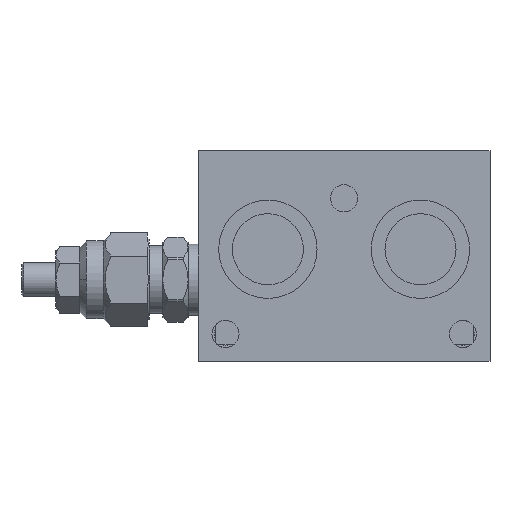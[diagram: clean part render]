
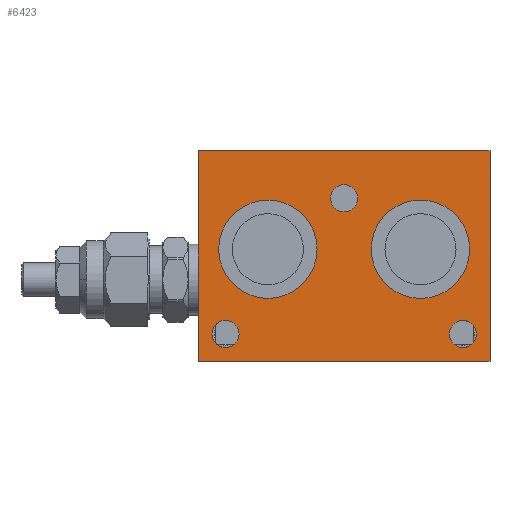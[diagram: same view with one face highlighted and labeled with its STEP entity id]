
A CAD part, front view. The second image highlights one B-rep face of the part: STEP entity #6423.
In plain terms, the highlighted planar face has unit normal (0, -1, 0).
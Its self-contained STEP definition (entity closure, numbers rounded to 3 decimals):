
#2317 = VERTEX_POINT( '', #6824 );
#2415 = EDGE_CURVE( '', #3099, #5381, #6934, .T. );
#2549 = EDGE_CURVE( '', #3009, #2993, #7084, .T. );
#2563 = VERTEX_POINT( '', #7103 );
#2883 = VERTEX_POINT( '', #7470 );
#2923 = EDGE_CURVE( '', #4567, #4893, #7515, .T. );
#2993 = VERTEX_POINT( '', #7635 );
#3009 = VERTEX_POINT( '', #7651 );
#3099 = VERTEX_POINT( '', #7747 );
#3321 = EDGE_CURVE( '', #4173, #5935, #7990, .T. );
#3839 = EDGE_CURVE( '', #2563, #2317, #8567, .T. );
#4085 = EDGE_CURVE( '', #5169, #2883, #8841, .T. );
#4173 = VERTEX_POINT( '', #8940 );
#4445 = EDGE_CURVE( '', #2317, #2563, #9256, .T. );
#4567 = VERTEX_POINT( '', #9388 );
#4651 = VERTEX_POINT( '', #9482 );
#4729 = EDGE_CURVE( '', #2883, #5169, #9572, .T. );
#4893 = VERTEX_POINT( '', #9749 );
#5001 = EDGE_CURVE( '', #6483, #4651, #9864, .T. );
#5153 = EDGE_CURVE( '', #5935, #4173, #10036, .T. );
#5169 = VERTEX_POINT( '', #10054 );
#5381 = VERTEX_POINT( '', #10300 );
#5477 = EDGE_CURVE( '', #4651, #6483, #10404, .T. );
#5935 = VERTEX_POINT( '', #10919 );
#6139 = EDGE_CURVE( '', #2993, #3009, #11142, .T. );
#6347 = EDGE_CURVE( '', #4567, #3099, #11370, .T. );
#6423 = ADVANCED_FACE( '', ( #11464, #11465, #11466, #11467, #11468, #11469 ), #11470, .F. );
#6483 = VERTEX_POINT( '', #11536 );
#6569 = EDGE_CURVE( '', #5381, #4893, #11629, .T. );
#6824 = CARTESIAN_POINT( '', ( 291., 0., 53. ) );
#6934 = LINE( '', #12088, #12089 );
#7084 = CIRCLE( '', #12305, 4. );
#7103 = CARTESIAN_POINT( '', ( 283., 0., 53. ) );
#7470 = CARTESIAN_POINT( '', ( 353., 0., 53. ) );
#7515 = LINE( '', #12883, #12884 );
#7635 = CARTESIAN_POINT( '', ( 326., 0., 93. ) );
#7651 = CARTESIAN_POINT( '', ( 318., 0., 93. ) );
#7747 = CARTESIAN_POINT( '', ( 365., 0., 107. ) );
#7990 = CIRCLE( '', #13538, 14.5 );
#8567 = CIRCLE( '', #14370, 4. );
#8841 = CIRCLE( '', #14759, 4. );
#8940 = CARTESIAN_POINT( '', ( 330., 0., 78. ) );
#9256 = CIRCLE( '', #15329, 4. );
#9388 = CARTESIAN_POINT( '', ( 279., 0., 107. ) );
#9482 = CARTESIAN_POINT( '', ( 285., 0., 78. ) );
#9572 = CIRCLE( '', #15773, 4. );
#9749 = CARTESIAN_POINT( '', ( 279., 0., 45. ) );
#9864 = CIRCLE( '', #16223, 14.5 );
#10036 = CIRCLE( '', #16464, 14.5 );
#10054 = CARTESIAN_POINT( '', ( 361., 0., 53. ) );
#10300 = CARTESIAN_POINT( '', ( 365., 0., 45. ) );
#10404 = CIRCLE( '', #17012, 14.5 );
#10919 = CARTESIAN_POINT( '', ( 359., 0., 78. ) );
#11142 = CIRCLE( '', #18163, 4. );
#11370 = LINE( '', #18515, #18516 );
#11464 = FACE_BOUND( '', #18637, .T. );
#11465 = FACE_BOUND( '', #18638, .T. );
#11466 = FACE_BOUND( '', #18639, .T. );
#11467 = FACE_BOUND( '', #18640, .T. );
#11468 = FACE_BOUND( '', #18641, .T. );
#11469 = FACE_OUTER_BOUND( '', #18642, .T. );
#11470 = PLANE( '', #18643 );
#11536 = CARTESIAN_POINT( '', ( 314., 0., 78. ) );
#11629 = LINE( '', #18853, #18854 );
#12088 = CARTESIAN_POINT( '', ( 365., 0., 76. ) );
#12089 = VECTOR( '', #19332, 1. );
#12305 = AXIS2_PLACEMENT_3D( '', #19519, #19520, #19521 );
#12883 = CARTESIAN_POINT( '', ( 279., 0., 76. ) );
#12884 = VECTOR( '', #20073, 1. );
#13538 = AXIS2_PLACEMENT_3D( '', #20620, #20621, #20622 );
#14370 = AXIS2_PLACEMENT_3D( '', #21313, #21314, #21315 );
#14759 = AXIS2_PLACEMENT_3D( '', #21630, #21631, #21632 );
#15329 = AXIS2_PLACEMENT_3D( '', #22159, #22160, #22161 );
#15773 = AXIS2_PLACEMENT_3D( '', #22534, #22535, #22536 );
#16223 = AXIS2_PLACEMENT_3D( '', #22834, #22835, #22836 );
#16464 = AXIS2_PLACEMENT_3D( '', #23049, #23050, #23051 );
#17012 = AXIS2_PLACEMENT_3D( '', #23527, #23528, #23529 );
#18163 = AXIS2_PLACEMENT_3D( '', #24451, #24452, #24453 );
#18515 = CARTESIAN_POINT( '', ( 322., 0., 107. ) );
#18516 = VECTOR( '', #24704, 1. );
#18637 = EDGE_LOOP( '', ( #24842, #24843 ) );
#18638 = EDGE_LOOP( '', ( #24844, #24845 ) );
#18639 = EDGE_LOOP( '', ( #24846, #24847 ) );
#18640 = EDGE_LOOP( '', ( #24848, #24849 ) );
#18641 = EDGE_LOOP( '', ( #24850, #24851 ) );
#18642 = EDGE_LOOP( '', ( #24852, #24853, #24854, #24855 ) );
#18643 = AXIS2_PLACEMENT_3D( '', #24856, #24857, #24858 );
#18853 = CARTESIAN_POINT( '', ( 322., 0., 45. ) );
#18854 = VECTOR( '', #25022, 1. );
#19332 = DIRECTION( '', ( 0., 0., -1. ) );
#19519 = CARTESIAN_POINT( '', ( 322., 0., 93. ) );
#19520 = DIRECTION( '', ( 0., 1., 0. ) );
#19521 = DIRECTION( '', ( 1., 0., 0. ) );
#20073 = DIRECTION( '', ( 0., 0., -1. ) );
#20620 = CARTESIAN_POINT( '', ( 344.5, 0., 78. ) );
#20621 = DIRECTION( '', ( 0., 1., 0. ) );
#20622 = DIRECTION( '', ( 1., 0., 0. ) );
#21313 = CARTESIAN_POINT( '', ( 287., 0., 53. ) );
#21314 = DIRECTION( '', ( 0., 1., 0. ) );
#21315 = DIRECTION( '', ( 1., 0., 0. ) );
#21630 = CARTESIAN_POINT( '', ( 357., 0., 53. ) );
#21631 = DIRECTION( '', ( 0., 1., 0. ) );
#21632 = DIRECTION( '', ( 1., 0., 0. ) );
#22159 = CARTESIAN_POINT( '', ( 287., 0., 53. ) );
#22160 = DIRECTION( '', ( 0., 1., 0. ) );
#22161 = DIRECTION( '', ( 1., 0., 0. ) );
#22534 = CARTESIAN_POINT( '', ( 357., 0., 53. ) );
#22535 = DIRECTION( '', ( 0., 1., 0. ) );
#22536 = DIRECTION( '', ( 1., 0., 0. ) );
#22834 = CARTESIAN_POINT( '', ( 299.5, 0., 78. ) );
#22835 = DIRECTION( '', ( 0., 1., 0. ) );
#22836 = DIRECTION( '', ( 1., 0., 0. ) );
#23049 = CARTESIAN_POINT( '', ( 344.5, 0., 78. ) );
#23050 = DIRECTION( '', ( 0., 1., 0. ) );
#23051 = DIRECTION( '', ( 1., 0., 0. ) );
#23527 = CARTESIAN_POINT( '', ( 299.5, 0., 78. ) );
#23528 = DIRECTION( '', ( 0., 1., 0. ) );
#23529 = DIRECTION( '', ( 1., 0., 0. ) );
#24451 = CARTESIAN_POINT( '', ( 322., 0., 93. ) );
#24452 = DIRECTION( '', ( 0., 1., 0. ) );
#24453 = DIRECTION( '', ( 1., 0., 0. ) );
#24704 = DIRECTION( '', ( 1., 0., 0. ) );
#24842 = ORIENTED_EDGE( '', *, *, #6139, .T. );
#24843 = ORIENTED_EDGE( '', *, *, #2549, .T. );
#24844 = ORIENTED_EDGE( '', *, *, #4445, .T. );
#24845 = ORIENTED_EDGE( '', *, *, #3839, .T. );
#24846 = ORIENTED_EDGE( '', *, *, #5153, .T. );
#24847 = ORIENTED_EDGE( '', *, *, #3321, .T. );
#24848 = ORIENTED_EDGE( '', *, *, #5001, .T. );
#24849 = ORIENTED_EDGE( '', *, *, #5477, .T. );
#24850 = ORIENTED_EDGE( '', *, *, #4085, .T. );
#24851 = ORIENTED_EDGE( '', *, *, #4729, .T. );
#24852 = ORIENTED_EDGE( '', *, *, #2923, .T. );
#24853 = ORIENTED_EDGE( '', *, *, #6569, .F. );
#24854 = ORIENTED_EDGE( '', *, *, #2415, .F. );
#24855 = ORIENTED_EDGE( '', *, *, #6347, .F. );
#24856 = CARTESIAN_POINT( '', ( 322., 0., 76. ) );
#24857 = DIRECTION( '', ( 0., 1., 0. ) );
#24858 = DIRECTION( '', ( 0., 0., 1. ) );
#25022 = DIRECTION( '', ( -1., 0., 0. ) );
